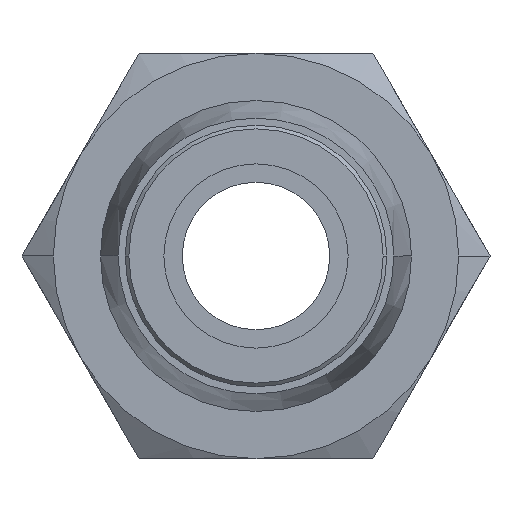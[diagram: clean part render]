
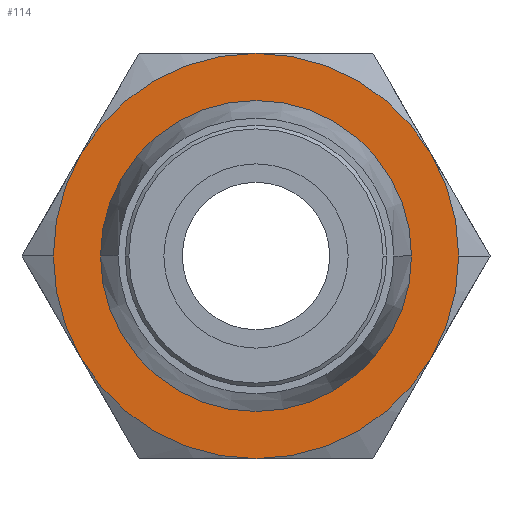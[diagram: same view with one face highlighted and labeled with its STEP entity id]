
A CAD part, left-side view. The second image highlights one B-rep face of the part: STEP entity #114.
In plain terms, the highlighted planar face has unit normal (-1, 0, 0).
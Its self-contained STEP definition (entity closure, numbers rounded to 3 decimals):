
#114=ADVANCED_FACE('',(#260,#261),#262,.T.);
#260=FACE_BOUND('',#449,.T.);
#261=FACE_OUTER_BOUND('',#450,.T.);
#262=PLANE('',#451);
#449=EDGE_LOOP('',(#874,#875));
#450=EDGE_LOOP('',(#876,#877,#878,#879,#880,#881,#882,#883));
#451=AXIS2_PLACEMENT_3D('',#884,#885,#886);
#874=ORIENTED_EDGE('',*,*,#1211,.T.);
#875=ORIENTED_EDGE('',*,*,#1264,.T.);
#876=ORIENTED_EDGE('',*,*,#1287,.T.);
#877=ORIENTED_EDGE('',*,*,#1187,.T.);
#878=ORIENTED_EDGE('',*,*,#1291,.T.);
#879=ORIENTED_EDGE('',*,*,#1277,.T.);
#880=ORIENTED_EDGE('',*,*,#1189,.T.);
#881=ORIENTED_EDGE('',*,*,#1280,.T.);
#882=ORIENTED_EDGE('',*,*,#1282,.T.);
#883=ORIENTED_EDGE('',*,*,#1286,.T.);
#884=CARTESIAN_POINT('',(-33.5,5.5,0.0));
#885=DIRECTION('',(-1.0,0.,0.0));
#886=DIRECTION('',(0.,1.0,0.0));
#1187=EDGE_CURVE('',#1382,#1384,#1386,.T.);
#1189=EDGE_CURVE('',#1390,#1387,#1391,.T.);
#1211=EDGE_CURVE('',#1428,#1426,#1429,.T.);
#1264=EDGE_CURVE('',#1426,#1428,#1512,.T.);
#1277=EDGE_CURVE('',#1532,#1390,#1533,.T.);
#1280=EDGE_CURVE('',#1387,#1535,#1537,.T.);
#1282=EDGE_CURVE('',#1535,#1539,#1541,.T.);
#1286=EDGE_CURVE('',#1539,#1545,#1547,.T.);
#1287=EDGE_CURVE('',#1545,#1382,#1548,.T.);
#1291=EDGE_CURVE('',#1384,#1532,#1553,.T.);
#1382=VERTEX_POINT('',#1684);
#1384=VERTEX_POINT('',#1687);
#1386=CIRCLE('',#1700,11.0);
#1387=VERTEX_POINT('',#1701);
#1390=VERTEX_POINT('',#1705);
#1391=CIRCLE('',#1706,11.0);
#1426=VERTEX_POINT('',#1762);
#1428=VERTEX_POINT('',#1765);
#1429=CIRCLE('',#1766,8.44);
#1512=CIRCLE('',#1870,8.44);
#1532=VERTEX_POINT('',#1907);
#1533=CIRCLE('',#1908,11.0);
#1535=VERTEX_POINT('',#1921);
#1537=CIRCLE('',#1934,11.0);
#1539=VERTEX_POINT('',#1936);
#1541=CIRCLE('',#1949,11.0);
#1545=VERTEX_POINT('',#1975);
#1547=CIRCLE('',#1988,11.0);
#1548=CIRCLE('',#1989,11.0);
#1553=CIRCLE('',#2027,11.0);
#1684=CARTESIAN_POINT('',(-33.5,11.0,0.));
#1687=CARTESIAN_POINT('',(-33.5,9.526,-5.5));
#1700=AXIS2_PLACEMENT_3D('',#2442,#2443,#2444);
#1701=CARTESIAN_POINT('',(-33.5,-11.0,0.));
#1705=CARTESIAN_POINT('',(-33.5,-9.526,-5.5));
#1706=AXIS2_PLACEMENT_3D('',#2446,#2447,#2448);
#1762=CARTESIAN_POINT('',(-33.5,8.44,0.));
#1765=CARTESIAN_POINT('',(-33.5,-8.44,0.));
#1766=AXIS2_PLACEMENT_3D('',#2487,#2488,#2489);
#1870=AXIS2_PLACEMENT_3D('',#2604,#2605,#2606);
#1907=CARTESIAN_POINT('',(-33.5,0.,-11.0));
#1908=AXIS2_PLACEMENT_3D('',#2628,#2629,#2630);
#1921=CARTESIAN_POINT('',(-33.5,-9.526,5.5));
#1934=AXIS2_PLACEMENT_3D('',#2631,#2632,#2633);
#1936=CARTESIAN_POINT('',(-33.5,0.,11.0));
#1949=AXIS2_PLACEMENT_3D('',#2634,#2635,#2636);
#1975=CARTESIAN_POINT('',(-33.5,9.526,5.5));
#1988=AXIS2_PLACEMENT_3D('',#2637,#2638,#2639);
#1989=AXIS2_PLACEMENT_3D('',#2640,#2641,#2642);
#2027=AXIS2_PLACEMENT_3D('',#2643,#2644,#2645);
#2442=CARTESIAN_POINT('',(-33.5,0.,0.0));
#2443=DIRECTION('',(-1.0,0.,0.0));
#2444=DIRECTION('',(0.,1.0,0.0));
#2446=CARTESIAN_POINT('',(-33.5,0.,0.0));
#2447=DIRECTION('',(-1.0,0.,0.0));
#2448=DIRECTION('',(0.,1.0,0.0));
#2487=CARTESIAN_POINT('',(-33.5,0.0,0.));
#2488=DIRECTION('',(1.0,0.,0.0));
#2489=DIRECTION('',(0.,1.0,0.0));
#2604=CARTESIAN_POINT('',(-33.5,0.0,0.));
#2605=DIRECTION('',(1.0,0.,0.0));
#2606=DIRECTION('',(0.,1.0,0.0));
#2628=CARTESIAN_POINT('',(-33.5,0.,0.0));
#2629=DIRECTION('',(-1.0,0.,0.0));
#2630=DIRECTION('',(0.,1.0,0.0));
#2631=CARTESIAN_POINT('',(-33.5,0.,0.0));
#2632=DIRECTION('',(-1.0,0.,0.0));
#2633=DIRECTION('',(0.,1.0,0.0));
#2634=CARTESIAN_POINT('',(-33.5,0.,0.0));
#2635=DIRECTION('',(-1.0,0.,0.0));
#2636=DIRECTION('',(0.,1.0,0.0));
#2637=CARTESIAN_POINT('',(-33.5,0.,0.0));
#2638=DIRECTION('',(-1.0,0.,0.0));
#2639=DIRECTION('',(0.,1.0,0.0));
#2640=CARTESIAN_POINT('',(-33.5,0.,0.0));
#2641=DIRECTION('',(-1.0,0.,0.0));
#2642=DIRECTION('',(0.,1.0,0.0));
#2643=CARTESIAN_POINT('',(-33.5,0.,0.0));
#2644=DIRECTION('',(-1.0,0.,0.0));
#2645=DIRECTION('',(0.,1.0,0.0));
